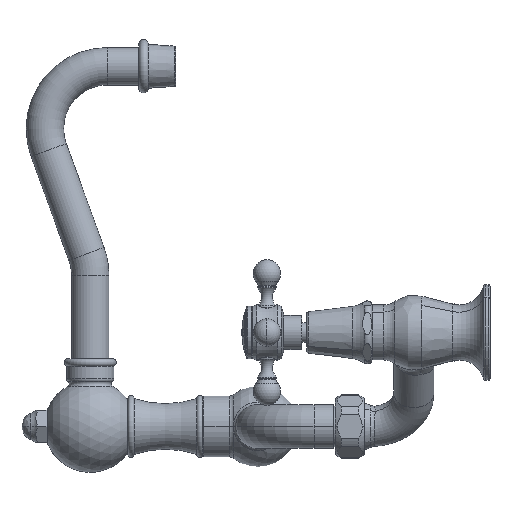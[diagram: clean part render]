
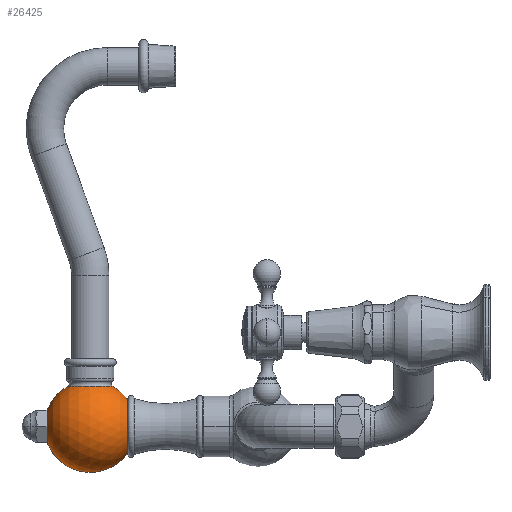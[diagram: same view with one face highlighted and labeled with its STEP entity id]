
A CAD part, left-side view. The second image highlights one B-rep face of the part: STEP entity #26425.
In plain terms, the highlighted spherical face has radius 23.368 mm.
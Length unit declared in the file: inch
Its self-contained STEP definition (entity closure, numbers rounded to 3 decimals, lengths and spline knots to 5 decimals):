
#10796=CARTESIAN_POINT('',(0.,8.00377,-1.88181));
#10797=DIRECTION('',(-1.,0.,0.));
#10798=DIRECTION('',(0.,-0.805,0.593));
#10799=AXIS2_PLACEMENT_3D('',#10796,#10797,#10798);
#10804=CARTESIAN_POINT('',(0.,7.263,-1.88181));
#10805=DIRECTION('',(0.,1.,0.));
#10806=DIRECTION('',(0.,0.,-1.));
#10807=AXIS2_PLACEMENT_3D('',#10804,#10805,#10806);
#10812=CARTESIAN_POINT('',(0.,8.00377,-1.88181));
#10813=DIRECTION('',(1.,0.,0.));
#10814=DIRECTION('',(0.,-0.805,-0.593));
#10815=AXIS2_PLACEMENT_3D('',#10812,#10813,#10814);
#10820=CARTESIAN_POINT('',(0.,8.00377,-1.88181));
#10821=DIRECTION('',(-1.,0.,0.));
#10822=DIRECTION('',(0.,0.477,0.879));
#10823=AXIS2_PLACEMENT_3D('',#10820,#10821,#10822);
#10828=CARTESIAN_POINT('',(0.,8.443,-1.07343));
#10829=CARTESIAN_POINT('',(-0.00915,8.44301,
-1.07343));
#10830=CARTESIAN_POINT('',(-0.02745,8.44244,
-1.07343));
#10831=CARTESIAN_POINT('',(-0.05506,8.43983,
-1.07343));
#10832=CARTESIAN_POINT('',(-0.08254,8.43546,-1.07342));
#10833=CARTESIAN_POINT('',(-0.10971,8.42935,
-1.07341));
#10834=CARTESIAN_POINT('',(-0.13638,8.42156,
-1.07341));
#10835=CARTESIAN_POINT('',(-0.16238,8.41214,
-1.0734));
#10836=CARTESIAN_POINT('',(-0.1877,8.40113,
-1.0734));
#10837=CARTESIAN_POINT('',(-0.21235,8.3885,
-1.07339));
#10838=CARTESIAN_POINT('',(-0.23628,8.37427,
-1.07338));
#10839=CARTESIAN_POINT('',(-0.25941,8.35845,
-1.07337));
#10840=CARTESIAN_POINT('',(-0.28167,8.34104,
-1.07336));
#10841=CARTESIAN_POINT('',(-0.30302,8.32198,
-1.07335));
#10842=CARTESIAN_POINT('',(-0.32341,8.30121,
-1.07334));
#10843=CARTESIAN_POINT('',(-0.34265,8.27879,
-1.07332));
#10844=CARTESIAN_POINT('',(-0.36056,8.25478,
-1.0733));
#10845=CARTESIAN_POINT('',(-0.37697,8.22931,
-1.07327));
#10846=CARTESIAN_POINT('',(-0.39171,8.20259,
-1.07327));
#10847=CARTESIAN_POINT('',(-0.40467,8.17475,
-1.07326));
#10848=CARTESIAN_POINT('',(-0.41198,8.15575,
-1.07333));
#10849=CARTESIAN_POINT('',(-0.41534,8.14603,
-1.07335));
#10854=CARTESIAN_POINT('',(-0.41538,8.14595,
-1.07333));
#10855=CARTESIAN_POINT('',(-0.41874,8.13612,
-1.07332));
#10856=CARTESIAN_POINT('',(-0.42447,8.11623,
-1.07317));
#10857=CARTESIAN_POINT('',(-0.43138,8.08616,
-1.07321));
#10858=CARTESIAN_POINT('',(-0.43601,8.05584,
-1.07317));
#10859=CARTESIAN_POINT('',(-0.43855,8.02532,
-1.07316));
#10860=CARTESIAN_POINT('',(-0.43895,7.9947,
-1.07314));
#10861=CARTESIAN_POINT('',(-0.43721,7.96405,
-1.07312));
#10862=CARTESIAN_POINT('',(-0.43334,7.93366,
-1.0731));
#10863=CARTESIAN_POINT('',(-0.42735,7.90357,
-1.07308));
#10864=CARTESIAN_POINT('',(-0.41929,7.87403,
-1.07306));
#10865=CARTESIAN_POINT('',(-0.40917,7.84507,
-1.07304));
#10866=CARTESIAN_POINT('',(-0.39706,7.81691,
-1.07302));
#10867=CARTESIAN_POINT('',(-0.38299,7.7896,
-1.073));
#10868=CARTESIAN_POINT('',(-0.36712,7.76347,
-1.07299));
#10869=CARTESIAN_POINT('',(-0.34954,7.73862,
-1.07297));
#10870=CARTESIAN_POINT('',(-0.33054,7.71533,
-1.07296));
#10871=CARTESIAN_POINT('',(-0.31029,7.6937,
-1.07294));
#10872=CARTESIAN_POINT('',(-0.28892,7.67374,
-1.07293));
#10873=CARTESIAN_POINT('',(-0.26657,7.65547,
-1.07292));
#10874=CARTESIAN_POINT('',(-0.24325,7.63883,
-1.07291));
#10875=CARTESIAN_POINT('',(-0.21904,7.62383,
-1.0729));
#10876=CARTESIAN_POINT('',(-0.19393,7.61044,
-1.07289));
#10877=CARTESIAN_POINT('',(-0.16805,7.59872,
-1.07288));
#10878=CARTESIAN_POINT('',(-0.14135,7.58866,
-1.07287));
#10879=CARTESIAN_POINT('',(-0.11403,7.58034,
-1.07287));
#10880=CARTESIAN_POINT('',(-0.08605,7.57379,
-1.07286));
#10881=CARTESIAN_POINT('',(-0.05767,7.56908,
-1.07286));
#10882=CARTESIAN_POINT('',(-0.02891,7.56623,
-1.07286));
#10883=CARTESIAN_POINT('',(-0.00967,7.56559,
-1.07286));
#10884=CARTESIAN_POINT('',(0.,7.56559,-1.07286));
#10889=CARTESIAN_POINT('',(0.,8.861,-1.88181));
#10890=DIRECTION('',(0.,1.,0.));
#10891=DIRECTION('',(0.,0.,-1.));
#10892=AXIS2_PLACEMENT_3D('',#10889,#10890,#10891);
#14286=CARTESIAN_POINT('',(0.,7.263,-2.42739));
#14287=CARTESIAN_POINT('',(0.,8.861,-2.21581));
#14288=VERTEX_POINT('',#14286);
#14289=VERTEX_POINT('',#14287);
#14290=CARTESIAN_POINT('',(0.,7.263,-1.33623));
#14291=VERTEX_POINT('',#14290);
#14292=CARTESIAN_POINT('',(0.,8.861,-1.54781));
#14293=VERTEX_POINT('',#14292);
#14306=CARTESIAN_POINT('',(0.,7.56559,-1.07286));
#14307=VERTEX_POINT('',#14306);
#14308=CARTESIAN_POINT('',(0.,8.443,-1.07343));
#14309=VERTEX_POINT('',#14308);
#14315=VERTEX_POINT('',#10849);
#26408=CARTESIAN_POINT('',(0.,8.00377,-1.88181));
#26409=DIRECTION('',(0.,-1.,0.));
#26410=DIRECTION('',(0.,0.,1.));
#26411=AXIS2_PLACEMENT_3D('',#26408,#26409,#26410);
#26412=SPHERICAL_SURFACE('',#26411,0.92);
#26413=ORIENTED_EDGE('',*,*,#26385,.F.);
#26414=ORIENTED_EDGE('',*,*,#26363,.F.);
#26415=ORIENTED_EDGE('',*,*,#26395,.T.);
#26417=ORIENTED_EDGE('',*,*,#26416,.T.);
#26418=ORIENTED_EDGE('',*,*,#26391,.F.);
#26420=ORIENTED_EDGE('',*,*,#26419,.T.);
#26422=ORIENTED_EDGE('',*,*,#26421,.T.);
#26423=EDGE_LOOP('',(#26413,#26414,#26415,#26417,#26418,#26420,#26422));
#26424=FACE_OUTER_BOUND('',#26423,.F.);
#10800=CIRCLE('',#10799,0.92);
#10808=CIRCLE('',#10807,0.54558);
#10816=CIRCLE('',#10815,0.92);
#10824=CIRCLE('',#10823,0.92);
#10850=B_SPLINE_CURVE_WITH_KNOTS('',3,(#10828,#10829,#10830,#10831,#10832,
#10833,#10834,#10835,#10836,#10837,#10838,#10839,#10840,#10841,#10842,#10843,
#10844,#10845,#10846,#10847,#10848,#10849),.UNSPECIFIED.,.F.,.F.,(4,1,1,1,1,1,1,
1,1,1,1,1,1,1,1,1,1,1,1,4),(0.,0.05263,0.10526,
0.15789,0.21053,0.26316,0.31579,
0.36842,0.42105,0.47368,0.52632,
0.57895,0.63158,0.68421,0.73684,
0.78947,0.84211,0.89474,0.94737,1.),
.UNSPECIFIED.);
#10885=B_SPLINE_CURVE_WITH_KNOTS('',3,(#10854,#10855,#10856,#10857,#10858,
#10859,#10860,#10861,#10862,#10863,#10864,#10865,#10866,#10867,#10868,#10869,
#10870,#10871,#10872,#10873,#10874,#10875,#10876,#10877,#10878,#10879,#10880,
#10881,#10882,#10883,#10884),.UNSPECIFIED.,.F.,.F.,(4,1,1,1,1,1,1,1,1,1,1,1,1,1,
1,1,1,1,1,1,1,1,1,1,1,1,1,1,4),(0.,0.03571,0.07143,
0.10714,0.14286,0.17857,0.21429,0.25,
0.28571,0.32143,0.35714,0.39286,
0.42857,0.46429,0.5,0.53571,0.57143,
0.60714,0.64286,0.67857,0.71429,0.75,
0.78571,0.82143,0.85714,0.89286,
0.92857,0.96429,1.),.UNSPECIFIED.);
#10893=CIRCLE('',#10892,0.334);
#26363=EDGE_CURVE('',#14288,#14291,#10808,.T.);
#26385=EDGE_CURVE('',#14291,#14307,#10800,.T.);
#26391=EDGE_CURVE('',#14309,#14293,#10824,.T.);
#26395=EDGE_CURVE('',#14288,#14289,#10816,.T.);
#26416=EDGE_CURVE('',#14289,#14293,#10893,.T.);
#26419=EDGE_CURVE('',#14309,#14315,#10850,.T.);
#26421=EDGE_CURVE('',#14315,#14307,#10885,.T.);
#26425=ADVANCED_FACE('',(#26424),#26412,.T.);
